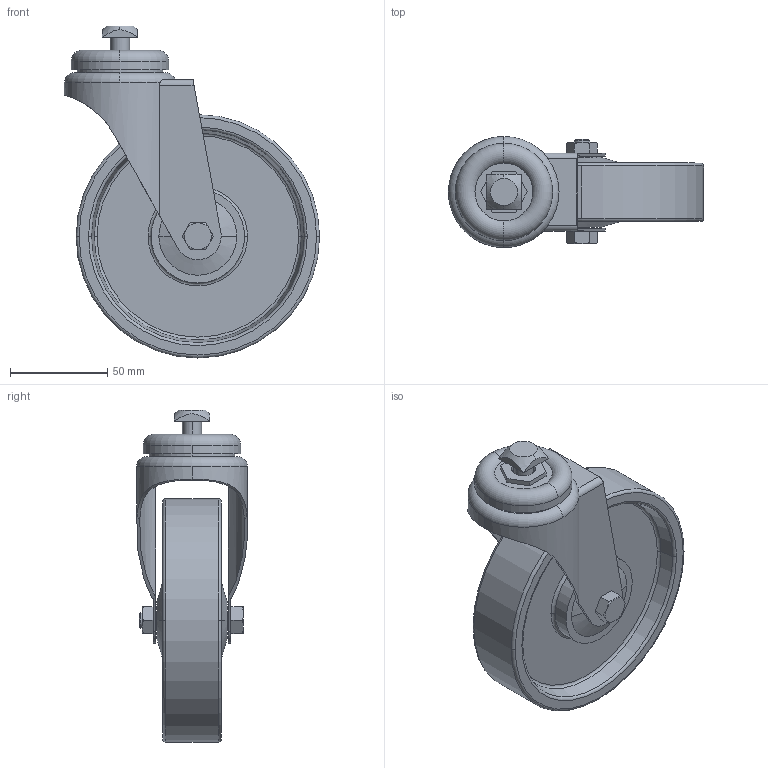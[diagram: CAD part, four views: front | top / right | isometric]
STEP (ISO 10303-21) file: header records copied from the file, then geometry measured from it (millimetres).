
FILE_DESCRIPTION (( 'STEP AP203' ), '1' );
FILE_NAME ('3_842_524_500_Bosch.step', '2024-06-10T08:43:13', ( '' ), ( '' ), 'SwSTEP 2.0', 'SolidWorks 2014', '' );
FILE_SCHEMA (( 'CONFIG_CONTROL_DESIGN' ));
Length unit declared in the file: millimetre
Products named in the file (1): 3_842_524_500_Bosch
Bounding box: 131 x 57 x 170.5 mm (x, y, z)
Volume: 272586.9 mm3; surface area: 72458.9 mm2
Topology: 1 solids, 1 shells, 168 faces, 402 edges, 260 vertices
Faces by surface type: plane 63, cylinder 47, cone 36, torus 22
Entity records: 5303 total; most frequent: CARTESIAN_POINT 1241, DIRECTION 876, ORIENTED_EDGE 804, EDGE_CURVE 402, AXIS2_PLACEMENT_3D 363, VERTEX_POINT 260, EDGE_LOOP 194, CIRCLE 194
